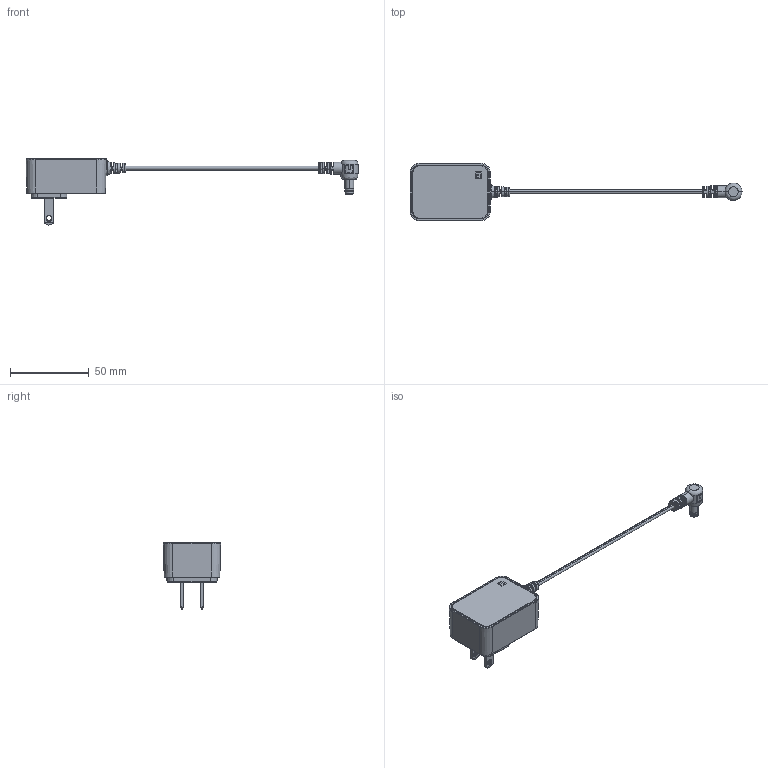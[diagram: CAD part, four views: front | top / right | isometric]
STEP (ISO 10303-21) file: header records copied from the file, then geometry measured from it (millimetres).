
FILE_DESCRIPTION (( 'STEP AP203' ), '1' );
FILE_NAME ('16-00019.STEP', '2019-08-13T21:14:54', ( '' ), ( '' ), 'SwSTEP 2.0', 'SolidWorks 2015', '' );
FILE_SCHEMA (( 'CONFIG_CONTROL_DESIGN' ));
Length unit declared in the file: millimetre
Products named in the file (14): 26-00006_top; Nema 1-15 plug; 26-00006_bottom; 50-00129 insulator; 50-00129; 50-00129 contact; 24-00279; 16-00019; 50-00129 shell; UL_1-15 pin; 10-03174; 30-00344_power supply; 26-00006; 24-00006
Assembly tree (14 placements, depth 4):
  16-00019
    10-03174
      30-00344_power supply
      24-00279
      24-00006
      50-00129
        50-00129 contact
        50-00129 insulator
        50-00129 shell
    26-00006
      26-00006_bottom
      26-00006_top
    Nema 1-15 plug
      UL_1-15 pin  x2
Bounding box: 210.82 x 36.48 x 42 mm (x, y, z)
Volume: 16757.7 mm3; surface area: 25366.7 mm2
Topology: 93 solids, 93 shells, 1074 faces, 2413 edges, 1563 vertices
Faces by surface type: plane 557, cylinder 305, bspline 126, torus 48, cone 38
Entity records: 36410 total; most frequent: CARTESIAN_POINT 11916, ORIENTED_EDGE 4698, DIRECTION 4682, EDGE_CURVE 2349, AXIS2_PLACEMENT_3D 1745, VERTEX_POINT 1523, LINE 1192, VECTOR 1192
